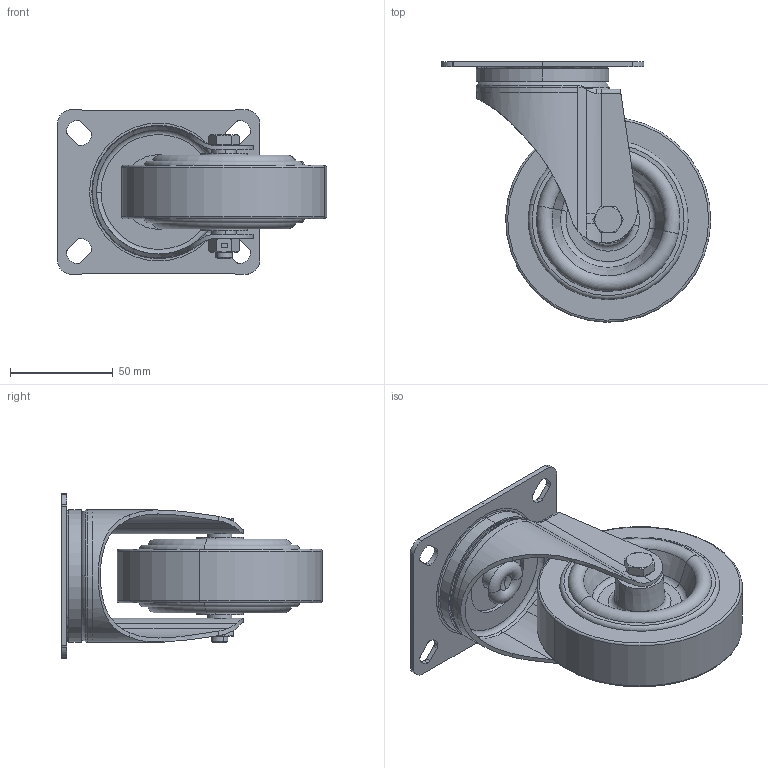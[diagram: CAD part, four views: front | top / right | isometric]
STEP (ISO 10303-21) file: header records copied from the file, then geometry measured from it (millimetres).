
FILE_DESCRIPTION (( 'STEP AP214' ), '1' );
FILE_NAME ('0030259_L-IT-HGK-100-G-3-rot_(A-01).step', '2019-01-14T12:13:57', ( '' ), ( '' ), 'SwSTEP 2.0', 'SolidWorks 2018', '' );
FILE_SCHEMA (( 'AUTOMOTIVE_DESIGN' ));
Length unit declared in the file: millimetre
Products named in the file (7): 0031045_IT-L-100-3-HT; 0019802_NAR10-8-43; 0029403_BILOC_DIN934_M8_M8; 0030259_L-IT-HGK-100-G-3-rot_(A-01); K0016811_HGK-100-30-38-G12-rot; 0024686_PTFE-BUCHSE-12x1x41; 0019647_Sechskantschraube_DIN931_M8x55_M8 x 55
Assembly tree (6 placements, depth 2):
  0030259_L-IT-HGK-100-G-3-rot_(A-01)
    0031045_IT-L-100-3-HT
    K0016811_HGK-100-30-38-G12-rot
    0024686_PTFE-BUCHSE-12x1x41
    0019802_NAR10-8-43
    0019647_Sechskantschraube_DIN931_M8x55_M8 x 55
    0029403_BILOC_DIN934_M8_M8
Bounding box: 131.35 x 126.98 x 80 mm (x, y, z)
Volume: 6666.1 mm3; surface area: 78750.8 mm2
Topology: 4 solids, 14 shells, 298 faces, 735 edges, 462 vertices
Faces by surface type: plane 90, cylinder 89, torus 67, cone 40, bspline 12
Entity records: 12733 total; most frequent: CARTESIAN_POINT 3052, DIRECTION 1619, ORIENTED_EDGE 1420, EDGE_CURVE 733, AXIS2_PLACEMENT_3D 685, VERTEX_POINT 462, CIRCLE 389, EDGE_LOOP 334
